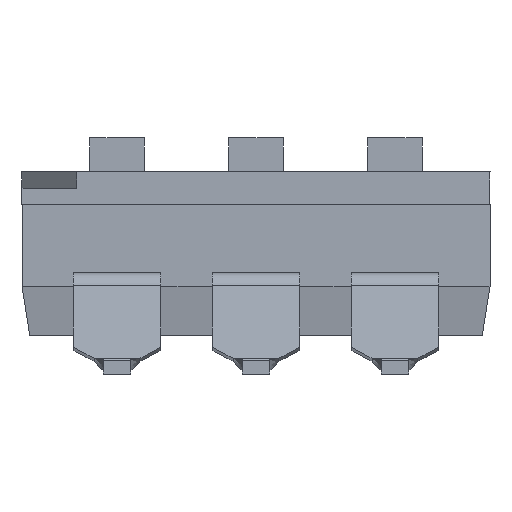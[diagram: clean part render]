
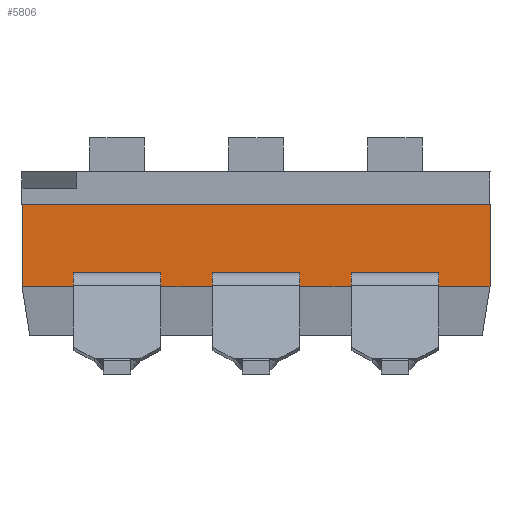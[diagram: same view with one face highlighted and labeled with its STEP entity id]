
A CAD part, front view. The second image highlights one B-rep face of the part: STEP entity #5806.
In plain terms, the highlighted planar face has unit normal (0, -1, 0).
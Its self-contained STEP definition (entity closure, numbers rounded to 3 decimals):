
#386=ORIENTED_EDGE('',*,*,#2090,.F.);
#387=ORIENTED_EDGE('',*,*,#2078,.T.);
#388=ORIENTED_EDGE('',*,*,#2076,.T.);
#389=ORIENTED_EDGE('',*,*,#2038,.F.);
#390=ORIENTED_EDGE('',*,*,#2085,.F.);
#391=ORIENTED_EDGE('',*,*,#2084,.T.);
#392=ORIENTED_EDGE('',*,*,#2091,.T.);
#393=ORIENTED_EDGE('',*,*,#2092,.T.);
#394=ORIENTED_EDGE('',*,*,#2093,.F.);
#395=ORIENTED_EDGE('',*,*,#2082,.T.);
#396=ORIENTED_EDGE('',*,*,#2094,.T.);
#397=ORIENTED_EDGE('',*,*,#2095,.T.);
#398=ORIENTED_EDGE('',*,*,#2096,.F.);
#399=ORIENTED_EDGE('',*,*,#2080,.T.);
#400=ORIENTED_EDGE('',*,*,#2097,.T.);
#401=ORIENTED_EDGE('',*,*,#2098,.T.);
#2038=EDGE_CURVE('',#2898,#2899,#3464,.T.);
#2076=EDGE_CURVE('',#2931,#2899,#3500,.T.);
#2078=EDGE_CURVE('',#2932,#2931,#3502,.T.);
#2080=EDGE_CURVE('',#2934,#2933,#3504,.T.);
#2082=EDGE_CURVE('',#2936,#2935,#3506,.T.);
#2084=EDGE_CURVE('',#2894,#2937,#3508,.T.);
#2085=EDGE_CURVE('',#2894,#2898,#3509,.T.);
#2090=EDGE_CURVE('',#2932,#2938,#3514,.T.);
#2091=EDGE_CURVE('',#2937,#2939,#3515,.T.);
#2092=EDGE_CURVE('',#2939,#2940,#3516,.T.);
#2093=EDGE_CURVE('',#2936,#2940,#3517,.T.);
#2094=EDGE_CURVE('',#2935,#2941,#3518,.T.);
#2095=EDGE_CURVE('',#2941,#2942,#3519,.T.);
#2096=EDGE_CURVE('',#2934,#2942,#3520,.T.);
#2097=EDGE_CURVE('',#2933,#2943,#3521,.T.);
#2098=EDGE_CURVE('',#2943,#2938,#3522,.T.);
#2894=VERTEX_POINT('',#8736);
#2898=VERTEX_POINT('',#8745);
#2899=VERTEX_POINT('',#8747);
#2931=VERTEX_POINT('',#8821);
#2932=VERTEX_POINT('',#8826);
#2933=VERTEX_POINT('',#8828);
#2934=VERTEX_POINT('',#8830);
#2935=VERTEX_POINT('',#8832);
#2936=VERTEX_POINT('',#8834);
#2937=VERTEX_POINT('',#8836);
#2938=VERTEX_POINT('',#8847);
#2939=VERTEX_POINT('',#8849);
#2940=VERTEX_POINT('',#8851);
#2941=VERTEX_POINT('',#8854);
#2942=VERTEX_POINT('',#8856);
#2943=VERTEX_POINT('',#8859);
#3464=LINE('',#8746,#4160);
#3500=LINE('',#8822,#4196);
#3502=LINE('',#8825,#4198);
#3504=LINE('',#8829,#4200);
#3506=LINE('',#8833,#4202);
#3508=LINE('',#8837,#4204);
#3509=LINE('',#8839,#4205);
#3514=LINE('',#8846,#4210);
#3515=LINE('',#8848,#4211);
#3516=LINE('',#8850,#4212);
#3517=LINE('',#8852,#4213);
#3518=LINE('',#8853,#4214);
#3519=LINE('',#8855,#4215);
#3520=LINE('',#8857,#4216);
#3521=LINE('',#8858,#4217);
#3522=LINE('',#8860,#4218);
#4160=VECTOR('',#7243,1000.);
#4196=VECTOR('',#7293,1000.);
#4198=VECTOR('',#7297,1000.);
#4200=VECTOR('',#7299,1000.);
#4202=VECTOR('',#7301,1000.);
#4204=VECTOR('',#7303,1000.);
#4205=VECTOR('',#7306,1000.);
#4210=VECTOR('',#7315,1000.);
#4211=VECTOR('',#7316,1000.);
#4212=VECTOR('',#7317,1000.);
#4213=VECTOR('',#7318,1000.);
#4214=VECTOR('',#7319,1000.);
#4215=VECTOR('',#7320,1000.);
#4216=VECTOR('',#7321,1000.);
#4217=VECTOR('',#7322,1000.);
#4218=VECTOR('',#7323,1000.);
#4859=EDGE_LOOP('',(#386,#387,#388,#389,#390,#391,#392,#393,#394,#395,#396,
#397,#398,#399,#400,#401));
#5207=FACE_BOUND('',#4859,.T.);
#5553=PLANE('',#6841);
#5806=ADVANCED_FACE('',(#5207),#5553,.T.);
#6841=AXIS2_PLACEMENT_3D('',#8845,#7313,#7314);
#7243=DIRECTION('',(1.,0.,0.));
#7293=DIRECTION('',(0.,0.,1.));
#7297=DIRECTION('',(1.,0.,0.));
#7299=DIRECTION('',(1.,0.,0.));
#7301=DIRECTION('',(1.,0.,0.));
#7303=DIRECTION('',(1.,0.,0.));
#7306=DIRECTION('',(0.,0.,1.));
#7313=DIRECTION('',(0.,-1.,0.));
#7314=DIRECTION('',(1.,0.,0.));
#7315=DIRECTION('',(0.,0.,1.));
#7316=DIRECTION('',(0.,0.,1.));
#7317=DIRECTION('',(1.,0.,0.));
#7318=DIRECTION('',(0.,0.,1.));
#7319=DIRECTION('',(0.,0.,1.));
#7320=DIRECTION('',(1.,0.,0.));
#7321=DIRECTION('',(0.,0.,1.));
#7322=DIRECTION('',(0.,0.,1.));
#7323=DIRECTION('',(1.,0.,0.));
#8736=CARTESIAN_POINT('',(-4.28,-3.1,-1.5));
#8745=CARTESIAN_POINT('',(-4.28,-3.1,0.));
#8746=CARTESIAN_POINT('',(-4.28,-3.1,0.));
#8747=CARTESIAN_POINT('',(4.28,-3.1,0.));
#8821=CARTESIAN_POINT('',(4.28,-3.1,-1.5));
#8822=CARTESIAN_POINT('',(4.28,-3.1,-2.4));
#8825=CARTESIAN_POINT('',(-10.839,-3.1,-1.5));
#8826=CARTESIAN_POINT('',(3.34,-3.1,-1.5));
#8828=CARTESIAN_POINT('',(1.74,-3.1,-1.5));
#8829=CARTESIAN_POINT('',(-10.839,-3.1,-1.5));
#8830=CARTESIAN_POINT('',(0.8,-3.1,-1.5));
#8832=CARTESIAN_POINT('',(-0.8,-3.1,-1.5));
#8833=CARTESIAN_POINT('',(-10.839,-3.1,-1.5));
#8834=CARTESIAN_POINT('',(-1.74,-3.1,-1.5));
#8836=CARTESIAN_POINT('',(-3.34,-3.1,-1.5));
#8837=CARTESIAN_POINT('',(-10.839,-3.1,-1.5));
#8839=CARTESIAN_POINT('',(-4.28,-3.1,-2.4));
#8845=CARTESIAN_POINT('',(-4.28,-3.1,-2.4));
#8846=CARTESIAN_POINT('',(3.34,-3.1,-1.5));
#8847=CARTESIAN_POINT('',(3.34,-3.1,-1.25));
#8848=CARTESIAN_POINT('',(-3.34,-3.1,-1.5));
#8849=CARTESIAN_POINT('',(-3.34,-3.1,-1.25));
#8850=CARTESIAN_POINT('',(-3.34,-3.1,-1.25));
#8851=CARTESIAN_POINT('',(-1.74,-3.1,-1.25));
#8852=CARTESIAN_POINT('',(-1.74,-3.1,-1.5));
#8853=CARTESIAN_POINT('',(-0.8,-3.1,-1.5));
#8854=CARTESIAN_POINT('',(-0.8,-3.1,-1.25));
#8855=CARTESIAN_POINT('',(-0.8,-3.1,-1.25));
#8856=CARTESIAN_POINT('',(0.8,-3.1,-1.25));
#8857=CARTESIAN_POINT('',(0.8,-3.1,-1.5));
#8858=CARTESIAN_POINT('',(1.74,-3.1,-1.5));
#8859=CARTESIAN_POINT('',(1.74,-3.1,-1.25));
#8860=CARTESIAN_POINT('',(1.74,-3.1,-1.25));
